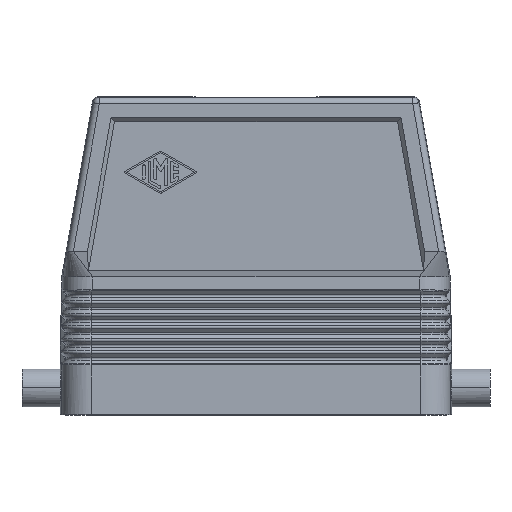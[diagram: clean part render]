
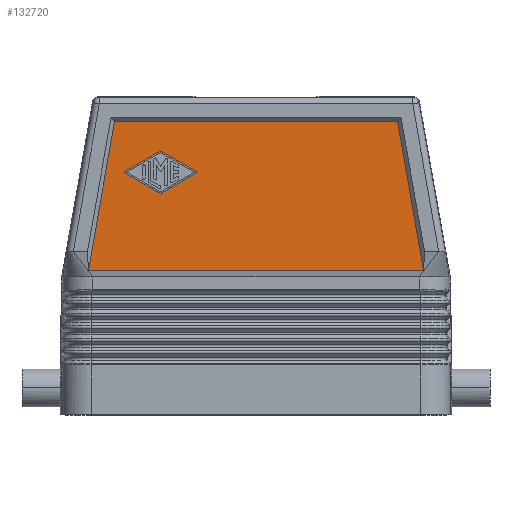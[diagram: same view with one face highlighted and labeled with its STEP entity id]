
A CAD part, left-side view. The second image highlights one B-rep face of the part: STEP entity #132720.
In plain terms, the highlighted planar face has unit normal (-1, 0, 0).
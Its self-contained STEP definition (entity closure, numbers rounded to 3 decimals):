
#34600=CARTESIAN_POINT('',(374.083,39.741,
53.277));
#34610=VERTEX_POINT('',#34600);
#34780=CARTESIAN_POINT('',(374.083,31.324,
58.088));
#34790=VERTEX_POINT('',#34780);
#34820=CARTESIAN_POINT('',(374.083,44.373,
50.63));
#34830=DIRECTION('',(0.,0.868,-0.496));
#34840=VECTOR('',#34830,1.);
#34850=LINE('',#34820,#34840);
#34860=EDGE_CURVE('',#34790,#34610,#34850,.T.);
#92860=CARTESIAN_POINT('',(374.083,40.072,
63.188));
#92870=VERTEX_POINT('',#92860);
#92950=CARTESIAN_POINT('',(374.083,48.488,
58.377));
#92960=VERTEX_POINT('',#92950);
#92990=CARTESIAN_POINT('',(374.083,44.373,
60.73));
#93000=DIRECTION('',(0.,-0.868,0.496));
#93010=VECTOR('',#93000,1.);
#93020=LINE('',#92990,#93010);
#93030=EDGE_CURVE('',#92960,#92870,#93020,.T.);
#97970=CARTESIAN_POINT('',(374.083,40.072,
53.277));
#97980=VERTEX_POINT('',#97970);
#98030=CARTESIAN_POINT('',(374.083,39.906,
53.566));
#98040=DIRECTION('',(-1.,0.,0.));
#98050=DIRECTION('',(0.,-1.,0.));
#98060=AXIS2_PLACEMENT_3D('',#98030,#98040,#98050);
#98070=CIRCLE('',#98060,0.333);
#98080=EDGE_CURVE('',#97980,#34610,#98070,.T.);
#128950=CARTESIAN_POINT('',(374.083,-12.317,
48.893));
#128960=DIRECTION('',(1.,0.,0.));
#128970=DIRECTION('',(0.,1.,0.));
#128980=AXIS2_PLACEMENT_3D('',#128950,#128960,#128970);
#128990=PLANE('',#128980);
#131340=CARTESIAN_POINT('',(374.083,50.926,
70.233));
#131350=VERTEX_POINT('',#131340);
#131520=CARTESIAN_POINT('',(374.083,-16.613,
70.233));
#131530=VERTEX_POINT('',#131520);
#131560=CARTESIAN_POINT('',(374.083,44.373,
70.233));
#131570=DIRECTION('',(0.,1.,0.));
#131580=VECTOR('',#131570,1.);
#131590=LINE('',#131560,#131580);
#131600=EDGE_CURVE('',#131530,#131350,#131590,.T.);
#131830=CARTESIAN_POINT('',(374.083,-22.843,
34.87));
#131840=VERTEX_POINT('',#131830);
#131870=CARTESIAN_POINT('',(374.083,-26.831,
12.233));
#131880=DIRECTION('',(0.,0.174,0.985));
#131890=VECTOR('',#131880,1.);
#131900=LINE('',#131870,#131890);
#131910=EDGE_CURVE('',#131840,#131530,#131900,.T.);
#132100=CARTESIAN_POINT('',(374.083,31.407,
58.233));
#132110=DIRECTION('',(-1.,0.,0.));
#132120=DIRECTION('',(0.,-1.,0.));
#132130=AXIS2_PLACEMENT_3D('',#132100,#132110,#132120);
#132140=CIRCLE('',#132130,0.167);
#132150=CARTESIAN_POINT('',(374.083,31.324,
58.377));
#132160=VERTEX_POINT('',#132150);
#132170=EDGE_CURVE('',#34790,#132160,#132140,.T.);
#132180=ORIENTED_EDGE('',*,*,#132170,.F.);
#132190=CARTESIAN_POINT('',(374.083,44.373,
65.836));
#132200=DIRECTION('',(0.,-0.868,-0.496));
#132210=VECTOR('',#132200,1.);
#132220=LINE('',#132190,#132210);
#132230=CARTESIAN_POINT('',(374.083,39.741,
63.188));
#132240=VERTEX_POINT('',#132230);
#132250=EDGE_CURVE('',#132240,#132160,#132220,.T.);
#132260=ORIENTED_EDGE('',*,*,#132250,.T.);
#132270=CARTESIAN_POINT('',(374.083,39.906,
62.899));
#132280=DIRECTION('',(-1.,0.,0.));
#132290=DIRECTION('',(0.,-1.,0.));
#132300=AXIS2_PLACEMENT_3D('',#132270,#132280,#132290);
#132310=CIRCLE('',#132300,0.333);
#132320=EDGE_CURVE('',#132240,#92870,#132310,.T.);
#132330=ORIENTED_EDGE('',*,*,#132320,.F.);
#132340=ORIENTED_EDGE('',*,*,#93030,.T.);
#132350=CARTESIAN_POINT('',(374.083,48.405,
58.233));
#132360=DIRECTION('',(-1.,0.,0.));
#132370=DIRECTION('',(0.,-1.,0.));
#132380=AXIS2_PLACEMENT_3D('',#132350,#132360,#132370);
#132390=CIRCLE('',#132380,0.167);
#132400=CARTESIAN_POINT('',(374.083,48.488,
58.088));
#132410=VERTEX_POINT('',#132400);
#132420=EDGE_CURVE('',#92960,#132410,#132390,.T.);
#132430=ORIENTED_EDGE('',*,*,#132420,.F.);
#132440=CARTESIAN_POINT('',(374.083,44.373,
55.735));
#132450=DIRECTION('',(0.,0.868,0.496));
#132460=VECTOR('',#132450,1.);
#132470=LINE('',#132440,#132460);
#132480=EDGE_CURVE('',#97980,#132410,#132470,.T.);
#132490=ORIENTED_EDGE('',*,*,#132480,.T.);
#132500=ORIENTED_EDGE('',*,*,#98080,.F.);
#132510=ORIENTED_EDGE('',*,*,#34860,.T.);
#132520=EDGE_LOOP('',(#132510,#132500,#132490,#132430,#132340,#132330,
#132260,#132180));
#132530=FACE_BOUND('',#132520,.T.);
#132540=CARTESIAN_POINT('',(374.083,44.373,
34.87));
#132550=DIRECTION('',(0.,1.,0.));
#132560=VECTOR('',#132550,1.);
#132570=LINE('',#132540,#132560);
#132580=CARTESIAN_POINT('',(374.083,57.156,
34.87));
#132590=VERTEX_POINT('',#132580);
#132600=EDGE_CURVE('',#131840,#132590,#132570,.T.);
#132610=ORIENTED_EDGE('',*,*,#132600,.F.);
#132620=CARTESIAN_POINT('',(374.083,61.144,
12.233));
#132630=DIRECTION('',(0.,-0.174,0.985));
#132640=VECTOR('',#132630,1.);
#132650=LINE('',#132620,#132640);
#132660=EDGE_CURVE('',#132590,#131350,#132650,.T.);
#132670=ORIENTED_EDGE('',*,*,#132660,.F.);
#132680=ORIENTED_EDGE('',*,*,#131600,.T.);
#132690=ORIENTED_EDGE('',*,*,#131910,.T.);
#132700=EDGE_LOOP('',(#132690,#132680,#132670,#132610));
#132710=FACE_OUTER_BOUND('',#132700,.T.);
#132720=ADVANCED_FACE('',(#132530,#132710),#128990,.F.);
